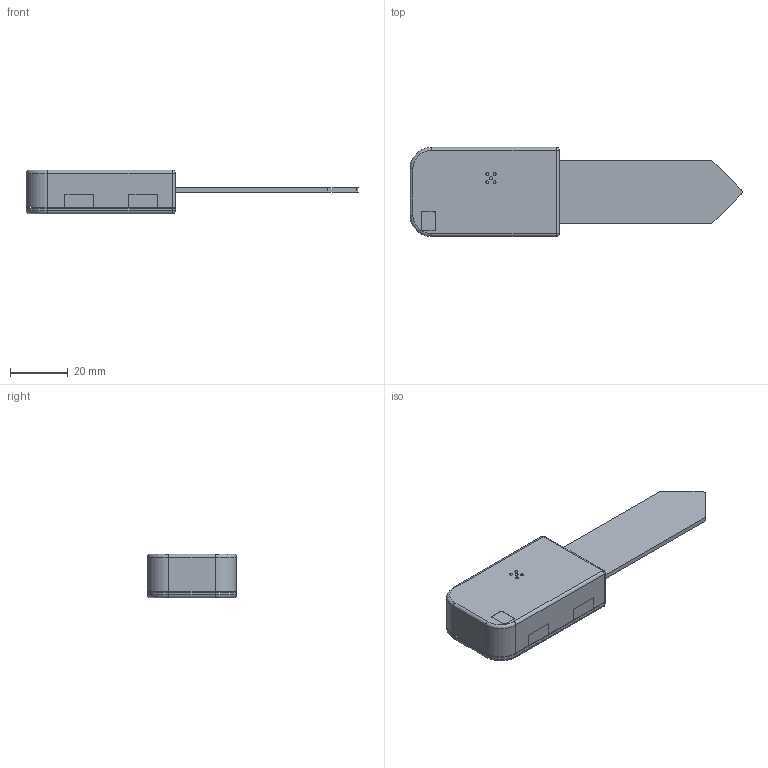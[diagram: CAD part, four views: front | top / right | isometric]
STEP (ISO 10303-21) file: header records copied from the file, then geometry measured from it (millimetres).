
FILE_DESCRIPTION(/* description */ (''),/* implementation_level */ '2;1');
FILE_NAME(/* name */ 'Case.step',/* time_stamp */ '2022-04-28T16:25:08-04:00',/* author */ (''),/* organization */ (''),/* preprocessor_version */ 'ST-DEVELOPER v18.1',/* originating_system */ 'Autodesk Translation Framework v10.14.0.1471',/* authorisation */ '');
FILE_SCHEMA (('AUTOMOTIVE_DESIGN { 1 0 10303 214 3 1 1 }'));
Length unit declared in the file: millimetre
Products named in the file (29): Case; b-parasite PCB v2; R_0402_1005Metric; R_0402_1005Metric (1); R_0402_1005Metric (2); R_0402_1005Metric (3); R_0402_1005Metric (4); R_0402_1005Metric (5); R_0402_1005Metric (6); R_0402_1005Metric (7); SOLID; SOT-23; LED_0603_1608Metric; SOLID (2); C_0402_1005Metric; C_0402_1005Metric (1); C_0402_1005Metric (2); C_0402_1005Metric (3); C_0402_1005Metric (4); SOLID (3); SOT-23 (1); SOT-23 (2); SOLID (1); C_0805_2012Metric; SOLID (4); D_MiniMELF; SOLID (5); COMPOUND; Case_1
Assembly tree (41 placements, depth 4):
  Case
    b-parasite PCB v2
      R_0402_1005Metric
        SOLID
      R_0402_1005Metric (1)
        SOLID
      R_0402_1005Metric (2)
        SOLID
      R_0402_1005Metric (3)
        SOLID
      R_0402_1005Metric (4)
        SOLID
      R_0402_1005Metric (5)
        SOLID
      R_0402_1005Metric (6)
        SOLID
      R_0402_1005Metric (7)
        SOLID
      SOT-23
        SOLID (1)
      LED_0603_1608Metric
        SOLID (2)
      C_0402_1005Metric
        SOLID (3)
      C_0402_1005Metric (1)
        SOLID (3)
      C_0402_1005Metric (2)
        SOLID (3)
      C_0402_1005Metric (3)
        SOLID (3)
      C_0402_1005Metric (4)
        SOLID (3)
      SOT-23 (1)
        SOLID (1)
      SOT-23 (2)
        SOLID (1)
      C_0805_2012Metric
        SOLID (4)
      D_MiniMELF
        SOLID (5)
      COMPOUND
    Case_1
Bounding box: 114.81 x 30.8 x 15.1 mm (x, y, z)
Volume: 23311 mm3; surface area: 23936.4 mm2
Topology: 23 solids, 23 shells, 934 faces, 2335 edges, 1482 vertices
Faces by surface type: plane 631, cylinder 241, bspline 48, torus 8, sphere 6
Full cylindrical faces by diameter (mm): 1 x5, 1.35 x2, 1.4 x3, 2.428 x2, 2.828 x2
Entity records: 17115 total; most frequent: CARTESIAN_POINT 4458, DIRECTION 2494, ORIENTED_EDGE 2420, EDGE_CURVE 1210, LINE 850, VECTOR 850, AXIS2_PLACEMENT_3D 822, VERTEX_POINT 770
